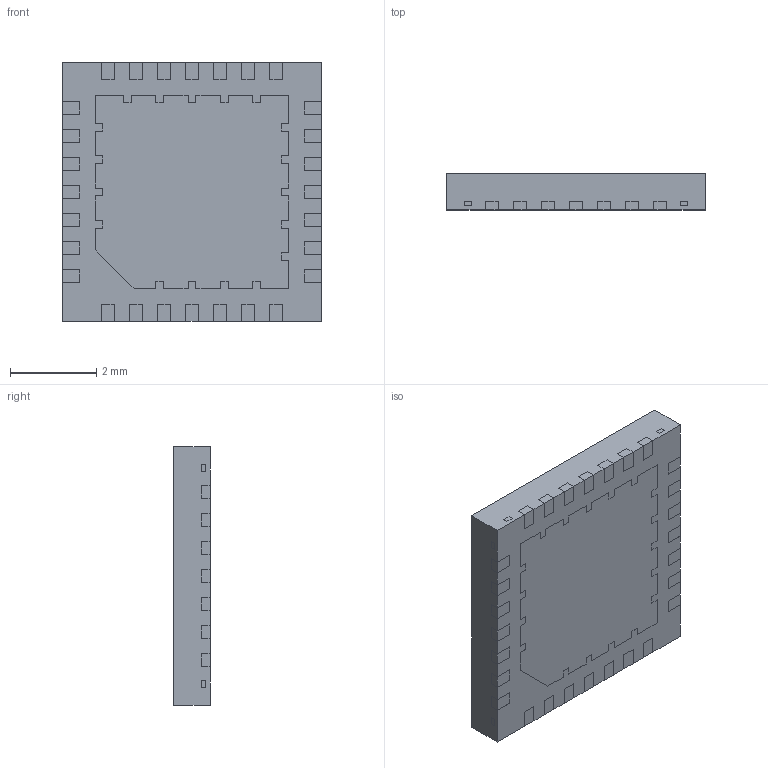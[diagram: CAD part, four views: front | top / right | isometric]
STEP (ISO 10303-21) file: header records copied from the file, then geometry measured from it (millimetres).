
FILE_DESCRIPTION (( 'STEP AP214' ), '1' );
FILE_NAME ('6x6_28_65.STEP', '2013-08-15T17:05:26', ( 'sw2011vm-Admin' ), ( '' ), 'SwSTEP 2.0', 'SolidWorks 2012', '' );
FILE_SCHEMA (( 'AUTOMOTIVE_DESIGN' ));
Length unit declared in the file: millimetre
Products named in the file (1): 6x6_28_65
Bounding box: 6 x 0.84 x 6 mm (x, y, z)
Volume: 10.8 mm3; surface area: 249.1 mm2
Topology: 88 solids, 88 shells, 1507 faces, 4113 edges, 2718 vertices
Faces by surface type: plane 1507
Entity records: 47476 total; most frequent: CARTESIAN_POINT 8339, ORIENTED_EDGE 8226, DIRECTION 7129, VECTOR 4113, LINE 4113, EDGE_CURVE 4113, VERTEX_POINT 2718, EDGE_LOOP 1517
